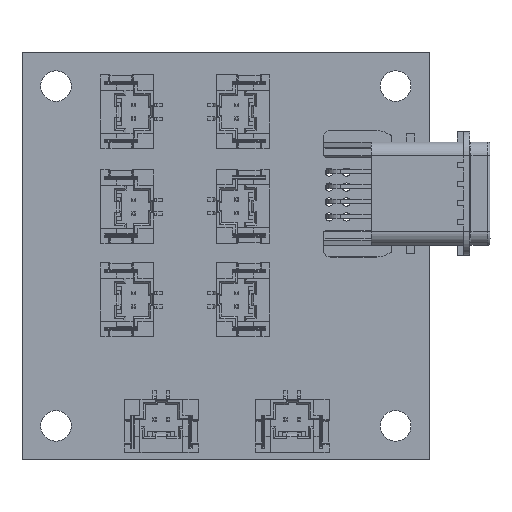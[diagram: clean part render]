
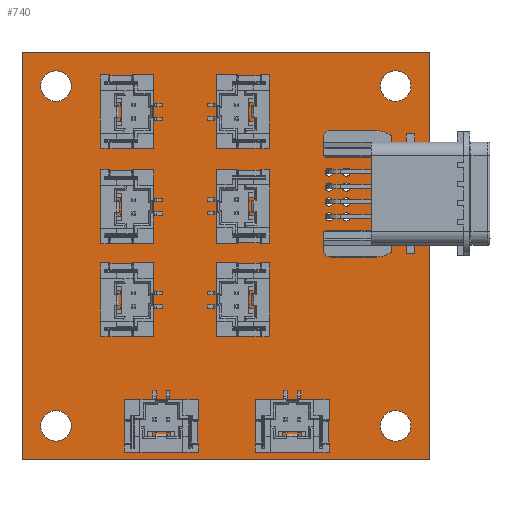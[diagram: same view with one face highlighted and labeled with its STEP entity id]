
A CAD part, top view. The second image highlights one B-rep face of the part: STEP entity #740.
In plain terms, the highlighted planar face has unit normal (0, 0, 1).
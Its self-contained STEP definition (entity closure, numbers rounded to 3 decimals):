
#71 = VERTEX_POINT('',#72);
#72 = CARTESIAN_POINT('',(0.,60.,0.));
#78 = EDGE_CURVE('',#71,#79,#81,.T.);
#79 = VERTEX_POINT('',#80);
#80 = CARTESIAN_POINT('',(0.,0.,0.));
#81 = LINE('',#82,#83);
#82 = CARTESIAN_POINT('',(0.,60.,0.));
#83 = VECTOR('',#84,1.);
#84 = DIRECTION('',(0.,-1.,0.));
#109 = EDGE_CURVE('',#79,#110,#112,.T.);
#110 = VERTEX_POINT('',#111);
#111 = CARTESIAN_POINT('',(60.,0.,0.));
#112 = LINE('',#113,#114);
#113 = CARTESIAN_POINT('',(0.,0.,0.));
#114 = VECTOR('',#115,1.);
#115 = DIRECTION('',(1.,0.,0.));
#140 = EDGE_CURVE('',#110,#141,#143,.T.);
#141 = VERTEX_POINT('',#142);
#142 = CARTESIAN_POINT('',(60.,60.,0.));
#143 = LINE('',#144,#145);
#144 = CARTESIAN_POINT('',(60.,0.,0.));
#145 = VECTOR('',#146,1.);
#146 = DIRECTION('',(0.,1.,0.));
#171 = EDGE_CURVE('',#141,#71,#172,.T.);
#172 = LINE('',#173,#174);
#173 = CARTESIAN_POINT('',(60.,60.,0.));
#174 = VECTOR('',#175,1.);
#175 = DIRECTION('',(-1.,0.,0.));
#195 = VERTEX_POINT('',#196);
#196 = CARTESIAN_POINT('',(7.25,5.,0.));
#202 = EDGE_CURVE('',#195,#195,#203,.T.);
#203 = CIRCLE('',#204,2.25);
#204 = AXIS2_PLACEMENT_3D('',#205,#206,#207);
#205 = CARTESIAN_POINT('',(5.,5.,0.));
#206 = DIRECTION('',(0.,0.,1.));
#207 = DIRECTION('',(1.,0.,0.));
#228 = VERTEX_POINT('',#229);
#229 = CARTESIAN_POINT('',(50.354,31.686,0.));
#235 = EDGE_CURVE('',#228,#228,#236,.T.);
#236 = CIRCLE('',#237,1.969);
#237 = AXIS2_PLACEMENT_3D('',#238,#239,#240);
#238 = CARTESIAN_POINT('',(48.385,31.686,0.));
#239 = DIRECTION('',(0.,0.,1.));
#240 = DIRECTION('',(1.,0.,0.));
#261 = VERTEX_POINT('',#262);
#262 = CARTESIAN_POINT('',(45.81,35.75,0.));
#268 = EDGE_CURVE('',#261,#261,#269,.T.);
#269 = CIRCLE('',#270,0.6);
#270 = AXIS2_PLACEMENT_3D('',#271,#272,#273);
#271 = CARTESIAN_POINT('',(45.21,35.75,0.));
#272 = DIRECTION('',(0.,0.,1.));
#273 = DIRECTION('',(1.,0.,0.));
#294 = VERTEX_POINT('',#295);
#295 = CARTESIAN_POINT('',(45.81,42.35,0.));
#301 = EDGE_CURVE('',#294,#294,#302,.T.);
#302 = CIRCLE('',#303,0.6);
#303 = AXIS2_PLACEMENT_3D('',#304,#305,#306);
#304 = CARTESIAN_POINT('',(45.21,42.35,0.));
#305 = DIRECTION('',(0.,0.,1.));
#306 = DIRECTION('',(1.,0.,0.));
#327 = VERTEX_POINT('',#328);
#328 = CARTESIAN_POINT('',(7.25,55.,0.));
#334 = EDGE_CURVE('',#327,#327,#335,.T.);
#335 = CIRCLE('',#336,2.25);
#336 = AXIS2_PLACEMENT_3D('',#337,#338,#339);
#337 = CARTESIAN_POINT('',(5.,55.,0.));
#338 = DIRECTION('',(0.,0.,1.));
#339 = DIRECTION('',(1.,0.,0.));
#360 = VERTEX_POINT('',#361);
#361 = CARTESIAN_POINT('',(45.81,37.95,0.));
#367 = EDGE_CURVE('',#360,#360,#368,.T.);
#368 = CIRCLE('',#369,0.6);
#369 = AXIS2_PLACEMENT_3D('',#370,#371,#372);
#370 = CARTESIAN_POINT('',(45.21,37.95,0.));
#371 = DIRECTION('',(0.,0.,1.));
#372 = DIRECTION('',(1.,0.,0.));
#393 = VERTEX_POINT('',#394);
#394 = CARTESIAN_POINT('',(45.81,40.15,0.));
#400 = EDGE_CURVE('',#393,#393,#401,.T.);
#401 = CIRCLE('',#402,0.6);
#402 = AXIS2_PLACEMENT_3D('',#403,#404,#405);
#403 = CARTESIAN_POINT('',(45.21,40.15,0.));
#404 = DIRECTION('',(0.,0.,1.));
#405 = DIRECTION('',(1.,0.,0.));
#426 = VERTEX_POINT('',#427);
#427 = CARTESIAN_POINT('',(48.35,37.95,0.));
#433 = EDGE_CURVE('',#426,#426,#434,.T.);
#434 = CIRCLE('',#435,0.6);
#435 = AXIS2_PLACEMENT_3D('',#436,#437,#438);
#436 = CARTESIAN_POINT('',(47.75,37.95,0.));
#437 = DIRECTION('',(0.,0.,1.));
#438 = DIRECTION('',(1.,0.,0.));
#459 = VERTEX_POINT('',#460);
#460 = CARTESIAN_POINT('',(48.35,40.15,0.));
#466 = EDGE_CURVE('',#459,#459,#467,.T.);
#467 = CIRCLE('',#468,0.6);
#468 = AXIS2_PLACEMENT_3D('',#469,#470,#471);
#469 = CARTESIAN_POINT('',(47.75,40.15,0.));
#470 = DIRECTION('',(0.,0.,1.));
#471 = DIRECTION('',(1.,0.,0.));
#492 = VERTEX_POINT('',#493);
#493 = CARTESIAN_POINT('',(57.25,5.,0.));
#499 = EDGE_CURVE('',#492,#492,#500,.T.);
#500 = CIRCLE('',#501,2.25);
#501 = AXIS2_PLACEMENT_3D('',#502,#503,#504);
#502 = CARTESIAN_POINT('',(55.,5.,0.));
#503 = DIRECTION('',(0.,0.,1.));
#504 = DIRECTION('',(1.,0.,0.));
#525 = VERTEX_POINT('',#526);
#526 = CARTESIAN_POINT('',(48.35,35.75,0.));
#532 = EDGE_CURVE('',#525,#525,#533,.T.);
#533 = CIRCLE('',#534,0.6);
#534 = AXIS2_PLACEMENT_3D('',#535,#536,#537);
#535 = CARTESIAN_POINT('',(47.75,35.75,0.));
#536 = DIRECTION('',(0.,0.,1.));
#537 = DIRECTION('',(1.,0.,0.));
#558 = VERTEX_POINT('',#559);
#559 = CARTESIAN_POINT('',(48.35,42.35,0.));
#565 = EDGE_CURVE('',#558,#558,#566,.T.);
#566 = CIRCLE('',#567,0.6);
#567 = AXIS2_PLACEMENT_3D('',#568,#569,#570);
#568 = CARTESIAN_POINT('',(47.75,42.35,0.));
#569 = DIRECTION('',(0.,0.,1.));
#570 = DIRECTION('',(1.,0.,0.));
#591 = VERTEX_POINT('',#592);
#592 = CARTESIAN_POINT('',(50.354,46.545,0.));
#598 = EDGE_CURVE('',#591,#591,#599,.T.);
#599 = CIRCLE('',#600,1.969);
#600 = AXIS2_PLACEMENT_3D('',#601,#602,#603);
#601 = CARTESIAN_POINT('',(48.385,46.545,0.));
#602 = DIRECTION('',(0.,0.,1.));
#603 = DIRECTION('',(1.,0.,0.));
#624 = VERTEX_POINT('',#625);
#625 = CARTESIAN_POINT('',(54.735,42.1,0.));
#631 = EDGE_CURVE('',#624,#624,#632,.T.);
#632 = CIRCLE('',#633,0.762);
#633 = AXIS2_PLACEMENT_3D('',#634,#635,#636);
#634 = CARTESIAN_POINT('',(53.973,42.1,0.));
#635 = DIRECTION('',(0.,0.,1.));
#636 = DIRECTION('',(1.,0.,0.));
#657 = VERTEX_POINT('',#658);
#658 = CARTESIAN_POINT('',(57.25,55.,0.));
#664 = EDGE_CURVE('',#657,#657,#665,.T.);
#665 = CIRCLE('',#666,2.25);
#666 = AXIS2_PLACEMENT_3D('',#667,#668,#669);
#667 = CARTESIAN_POINT('',(55.,55.,0.));
#668 = DIRECTION('',(0.,0.,1.));
#669 = DIRECTION('',(1.,0.,0.));
#740 = ADVANCED_FACE('',(#741,#747,#750,#753,#756,#759,#762,#765,#768,
    #771,#774,#777,#780,#783,#786,#789),#792,.F.);
#741 = FACE_BOUND('',#742,.T.);
#742 = EDGE_LOOP('',(#743,#744,#745,#746));
#743 = ORIENTED_EDGE('',*,*,#78,.T.);
#744 = ORIENTED_EDGE('',*,*,#109,.T.);
#745 = ORIENTED_EDGE('',*,*,#140,.T.);
#746 = ORIENTED_EDGE('',*,*,#171,.T.);
#747 = FACE_BOUND('',#748,.F.);
#748 = EDGE_LOOP('',(#749));
#749 = ORIENTED_EDGE('',*,*,#202,.T.);
#750 = FACE_BOUND('',#751,.F.);
#751 = EDGE_LOOP('',(#752));
#752 = ORIENTED_EDGE('',*,*,#235,.T.);
#753 = FACE_BOUND('',#754,.F.);
#754 = EDGE_LOOP('',(#755));
#755 = ORIENTED_EDGE('',*,*,#268,.T.);
#756 = FACE_BOUND('',#757,.F.);
#757 = EDGE_LOOP('',(#758));
#758 = ORIENTED_EDGE('',*,*,#301,.T.);
#759 = FACE_BOUND('',#760,.F.);
#760 = EDGE_LOOP('',(#761));
#761 = ORIENTED_EDGE('',*,*,#334,.T.);
#762 = FACE_BOUND('',#763,.F.);
#763 = EDGE_LOOP('',(#764));
#764 = ORIENTED_EDGE('',*,*,#367,.T.);
#765 = FACE_BOUND('',#766,.F.);
#766 = EDGE_LOOP('',(#767));
#767 = ORIENTED_EDGE('',*,*,#400,.T.);
#768 = FACE_BOUND('',#769,.F.);
#769 = EDGE_LOOP('',(#770));
#770 = ORIENTED_EDGE('',*,*,#433,.T.);
#771 = FACE_BOUND('',#772,.F.);
#772 = EDGE_LOOP('',(#773));
#773 = ORIENTED_EDGE('',*,*,#466,.T.);
#774 = FACE_BOUND('',#775,.F.);
#775 = EDGE_LOOP('',(#776));
#776 = ORIENTED_EDGE('',*,*,#499,.T.);
#777 = FACE_BOUND('',#778,.F.);
#778 = EDGE_LOOP('',(#779));
#779 = ORIENTED_EDGE('',*,*,#532,.T.);
#780 = FACE_BOUND('',#781,.F.);
#781 = EDGE_LOOP('',(#782));
#782 = ORIENTED_EDGE('',*,*,#565,.T.);
#783 = FACE_BOUND('',#784,.F.);
#784 = EDGE_LOOP('',(#785));
#785 = ORIENTED_EDGE('',*,*,#598,.T.);
#786 = FACE_BOUND('',#787,.F.);
#787 = EDGE_LOOP('',(#788));
#788 = ORIENTED_EDGE('',*,*,#631,.T.);
#789 = FACE_BOUND('',#790,.F.);
#790 = EDGE_LOOP('',(#791));
#791 = ORIENTED_EDGE('',*,*,#664,.T.);
#792 = PLANE('',#793);
#793 = AXIS2_PLACEMENT_3D('',#794,#795,#796);
#794 = CARTESIAN_POINT('',(0.,60.,0.));
#795 = DIRECTION('',(0.,0.,-1.));
#796 = DIRECTION('',(-1.,0.,0.));
